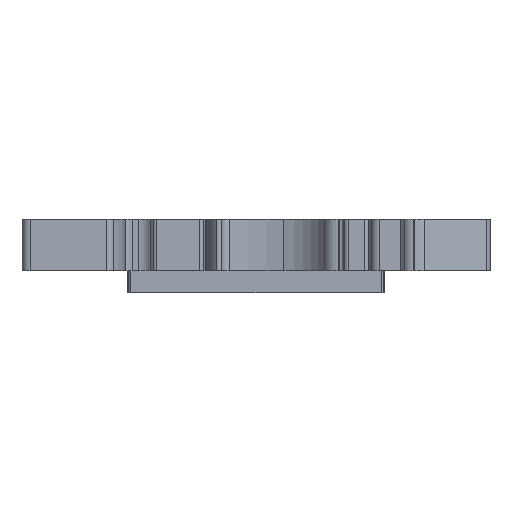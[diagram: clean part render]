
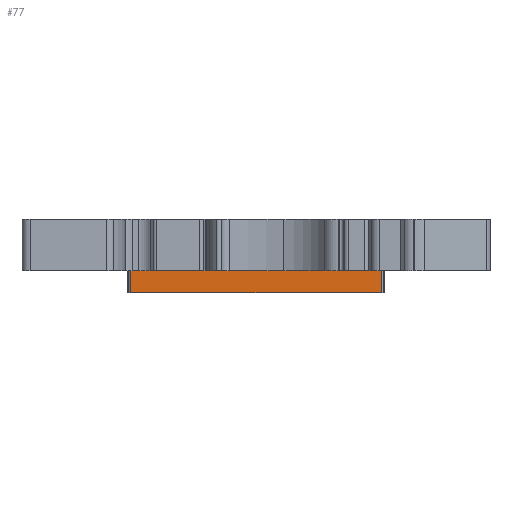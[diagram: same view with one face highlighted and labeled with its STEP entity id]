
A CAD part, front view. The second image highlights one B-rep face of the part: STEP entity #77.
In plain terms, the highlighted planar face has unit normal (0, -1, 0).
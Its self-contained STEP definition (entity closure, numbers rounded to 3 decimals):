
#77=ADVANCED_FACE('',(#469),#471,.T.);
#469=FACE_BOUND('',#470,.T.);
#470=EDGE_LOOP('',(#1929,#1930,#1931,#1932));
#471=PLANE('',#472);
#472=AXIS2_PLACEMENT_3D('',#473,#474,#475);
#473=CARTESIAN_POINT('',(62.147,84.84,-6.15));
#474=DIRECTION('',(0.,-1.,0.));
#475=DIRECTION('',(0.,0.,1.));
#1929=ORIENTED_EDGE('',*,*,#3149,.F.);
#1930=ORIENTED_EDGE('',*,*,#3150,.T.);
#1931=ORIENTED_EDGE('',*,*,#3151,.T.);
#1932=ORIENTED_EDGE('',*,*,#3152,.F.);
#3149=EDGE_CURVE('',#3845,#3846,#3847,.T.);
#3150=EDGE_CURVE('',#3845,#3848,#3849,.T.);
#3151=EDGE_CURVE('',#3848,#3850,#3851,.T.);
#3152=EDGE_CURVE('',#3846,#3850,#3852,.T.);
#3845=VERTEX_POINT('',#5081);
#3846=VERTEX_POINT('',#5082);
#3847=LINE('',#5083,#5084);
#3848=VERTEX_POINT('',#5086);
#3849=LINE('',#5087,#5088);
#3850=VERTEX_POINT('',#5090);
#3851=LINE('',#5091,#5092);
#3852=LINE('',#5094,#5095);
#5081=CARTESIAN_POINT('',(62.147,84.84,-6.15));
#5082=CARTESIAN_POINT('',(62.147,84.84,-8.75));
#5083=CARTESIAN_POINT('',(62.147,84.84,-6.15));
#5084=VECTOR('',#5085,1.);
#5085=DIRECTION('',(0.,0.,-1.));
#5086=CARTESIAN_POINT('',(32.147,84.84,-6.15));
#5087=CARTESIAN_POINT('',(62.147,84.84,-6.15));
#5088=VECTOR('',#5089,1.);
#5089=DIRECTION('',(-1.,0.,0.));
#5090=CARTESIAN_POINT('',(32.147,84.84,-8.75));
#5091=CARTESIAN_POINT('',(32.147,84.84,-6.15));
#5092=VECTOR('',#5093,1.);
#5093=DIRECTION('',(0.,0.,-1.));
#5094=CARTESIAN_POINT('',(62.147,84.84,-8.75));
#5095=VECTOR('',#5096,1.);
#5096=DIRECTION('',(-1.,0.,0.));
